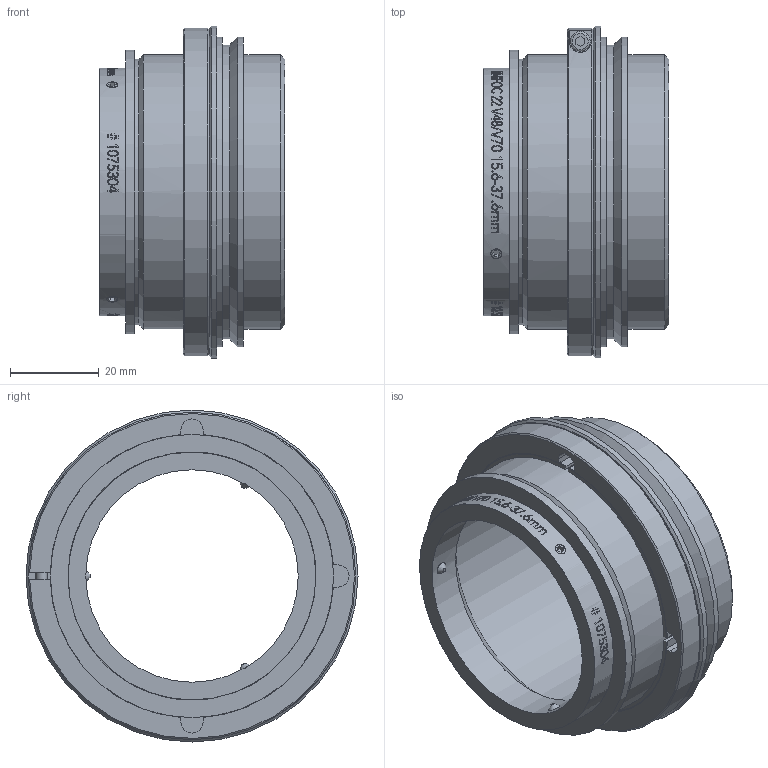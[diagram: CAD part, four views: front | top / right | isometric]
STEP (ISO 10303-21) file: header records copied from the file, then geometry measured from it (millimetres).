
FILE_DESCRIPTION(/* description */ (''),/* implementation_level */ '2;1');
FILE_NAME(/* name */ '1075304_00166568_001.stp',/* time_stamp */ '2022-03-31T14:51:46+02:00',/* author */ (''),/* organization */ (''),/* preprocessor_version */ 'ST-DEVELOPER v16',/* originating_system */ 'SIEMENS PLM Software NX 10.0',/* authorisation */ '');
FILE_SCHEMA (('AP203_CONFIGURATION_CONTROLLED_3D_DESIGN_OF_MECHANICAL_PARTS_AND_ASSEMBLIES_MIM_LF { 1 0 10303 403 2 1 2}'));
Length unit declared in the file: millimetre
Products named in the file (1): Froe16D08286lgvx
Bounding box: 42 x 75 x 75 mm (x, y, z)
Volume: 44424.3 mm3; surface area: 25252.5 mm2
Topology: 1 solids, 2 shells, 234 faces, 833 edges, 685 vertices
Faces by surface type: cylinder 110, plane 92, cone 31, torus 1
Full cylindrical faces by diameter (mm): 2.05 x1, 2.5 x1, 2.8 x1, 4.5 x1, 48 x1, 54 x1, 56 x2, 60 x1, 62 x2, 62.1 x1, 63.6 x1, 64 x1, 66.4 x1, 70 x2, 75 x1
Entity records: 11013 total; most frequent: CARTESIAN_POINT 4303, ORIENTED_EDGE 1583, DIRECTION 970, EDGE_CURVE 794, VERTEX_POINT 676, B_SPLINE_CURVE_WITH_KNOTS 446, AXIS2_PLACEMENT_3D 387, EDGE_LOOP 371
